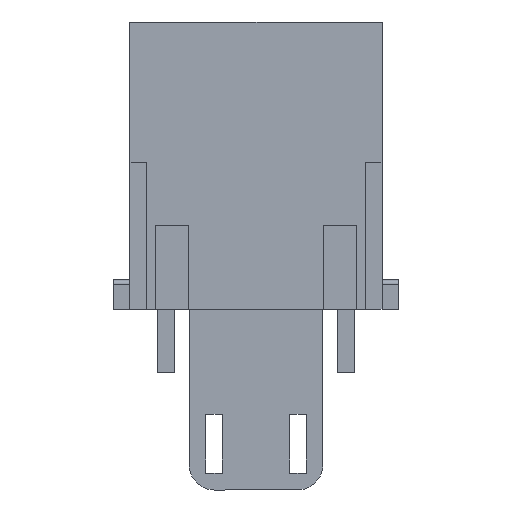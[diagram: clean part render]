
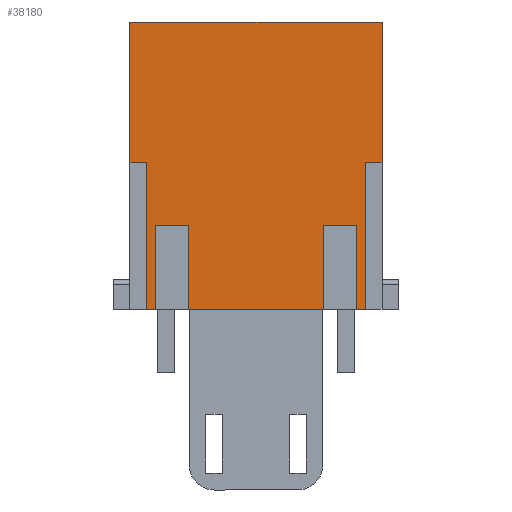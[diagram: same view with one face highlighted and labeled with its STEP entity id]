
A CAD part, left-side view. The second image highlights one B-rep face of the part: STEP entity #38180.
In plain terms, the highlighted planar face has unit normal (-1, 0, 0).
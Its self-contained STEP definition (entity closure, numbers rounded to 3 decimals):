
#6120=CARTESIAN_POINT('',(41.348,78.257,-30.))
;
#6130=VERTEX_POINT('',#6120);
#6160=CARTESIAN_POINT('',(41.348,0.,-30.));
#6170=DIRECTION('',(0.,1.,0.));
#6180=VECTOR('',#6170,1.);
#6190=LINE('',#6160,#6180);
#6200=CARTESIAN_POINT('',(41.348,60.757,-30.))
;
#6210=VERTEX_POINT('',#6200);
#6220=EDGE_CURVE('',#6210,#6130,#6190,.T.);
#9200=CARTESIAN_POINT('',(41.348,60.757,-4.559))
;
#9210=DIRECTION('',(0.,0.,-1.));
#9220=VECTOR('',#9210,1.);
#9230=LINE('',#9200,#9220);
#9240=CARTESIAN_POINT('',(41.348,60.757,-32.))
;
#9250=VERTEX_POINT('',#9240);
#9260=EDGE_CURVE('',#6210,#9250,#9230,.T.);
#10060=CARTESIAN_POINT('',(41.348,68.257,-9.)
);
#10070=VERTEX_POINT('',#10060);
#10240=CARTESIAN_POINT('',(41.348,68.257,-5.)
);
#10250=VERTEX_POINT('',#10240);
#10280=CARTESIAN_POINT('',(41.348,68.257,0.));
#10290=DIRECTION('',(0.,0.,-1.));
#10300=VECTOR('',#10290,1.);
#10310=LINE('',#10280,#10300);
#10320=EDGE_CURVE('',#10250,#10070,#10310,.T.);
#12040=CARTESIAN_POINT('',(41.348,78.257,-25.));
#12050=VERTEX_POINT('',#12040);
#12080=CARTESIAN_POINT('',(41.348,0.,-25.));
#12090=DIRECTION('',(0.,-1.,0.));
#12100=VECTOR('',#12090,1.);
#12110=LINE('',#12080,#12100);
#12120=CARTESIAN_POINT('',(41.348,68.257,-25.));
#12130=VERTEX_POINT('',#12120);
#12140=EDGE_CURVE('',#12050,#12130,#12110,.T.);
#22400=CARTESIAN_POINT('',(41.348,44.057,
-2.));
#22410=VERTEX_POINT('',#22400);
#22560=CARTESIAN_POINT('',(41.348,44.057,
-32.));
#22570=VERTEX_POINT('',#22560);
#22600=CARTESIAN_POINT('',(41.348,44.057,0.));
#22610=DIRECTION('',(0.,0.,1.));
#22620=VECTOR('',#22610,1.);
#22630=LINE('',#22600,#22620);
#22640=EDGE_CURVE('',#22570,#22410,#22630,.T.);
#28760=CARTESIAN_POINT('',(41.348,58.057,-2.)
);
#28770=DIRECTION('',(0.,1.,0.));
#28780=VECTOR('',#28770,1.);
#28790=LINE('',#28760,#28780);
#28800=CARTESIAN_POINT('',(41.348,60.757,-2.)
);
#28810=VERTEX_POINT('',#28800);
#28820=EDGE_CURVE('',#22410,#28810,#28790,.T.);
#32360=CARTESIAN_POINT('',(41.348,58.057,-32.)
);
#32370=DIRECTION('',(0.,1.,0.));
#32380=VECTOR('',#32370,1.);
#32390=LINE('',#32360,#32380);
#32400=EDGE_CURVE('',#22570,#9250,#32390,.T.);
#35550=CARTESIAN_POINT('',(41.348,78.257,-4.)
);
#35560=VERTEX_POINT('',#35550);
#35590=CARTESIAN_POINT('',(41.348,78.257,
-4.559));
#35600=DIRECTION('',(0.,0.,-1.));
#35610=VECTOR('',#35600,1.);
#35620=LINE('',#35590,#35610);
#35630=CARTESIAN_POINT('',(41.348,78.257,-5.)
);
#35640=VERTEX_POINT('',#35630);
#35650=EDGE_CURVE('',#35560,#35640,#35620,.T.);
#35780=CARTESIAN_POINT('',(41.348,78.257,-9.)
);
#35790=VERTEX_POINT('',#35780);
#35820=CARTESIAN_POINT('',(41.348,78.257,
-4.559));
#35830=DIRECTION('',(0.,0.,1.));
#35840=VECTOR('',#35830,1.);
#35850=LINE('',#35820,#35840);
#35860=EDGE_CURVE('',#12050,#35790,#35850,.T.);
#35940=CARTESIAN_POINT('',(41.348,78.257,-29.)
);
#35950=VERTEX_POINT('',#35940);
#35980=EDGE_CURVE('',#35950,#6130,#35620,.T.);
#36400=CARTESIAN_POINT('',(41.348,68.257,-29.)
);
#36410=VERTEX_POINT('',#36400);
#36460=CARTESIAN_POINT('',(41.348,68.257,0.));
#36470=DIRECTION('',(0.,0.,-1.));
#36480=VECTOR('',#36470,1.);
#36490=LINE('',#36460,#36480);
#36500=EDGE_CURVE('',#12130,#36410,#36490,.T.);
#36700=CARTESIAN_POINT('',(41.348,0.,-9.));
#36710=DIRECTION('',(0.,-1.,0.));
#36720=VECTOR('',#36710,1.);
#36730=LINE('',#36700,#36720);
#36740=EDGE_CURVE('',#35790,#10070,#36730,.T.);
#37370=CARTESIAN_POINT('',(41.348,0.,-29.));
#37380=DIRECTION('',(0.,1.,0.));
#37390=VECTOR('',#37380,1.);
#37400=LINE('',#37370,#37390);
#37410=EDGE_CURVE('',#36410,#35950,#37400,.T.);
#37780=CARTESIAN_POINT('',(41.348,80.457,
-33.5));
#37790=DIRECTION('',(-1.,0.,0.));
#37800=DIRECTION('',(0.,0.,-1.));
#37810=AXIS2_PLACEMENT_3D('',#37780,#37790,#37800);
#37820=PLANE('',#37810);
#37830=ORIENTED_EDGE('',*,*,#22640,.T.);
#37840=ORIENTED_EDGE('',*,*,#32400,.F.);
#37850=ORIENTED_EDGE('',*,*,#9260,.T.);
#37860=ORIENTED_EDGE('',*,*,#6220,.F.);
#37870=ORIENTED_EDGE('',*,*,#35980,.T.);
#37880=ORIENTED_EDGE('',*,*,#37410,.T.);
#37890=ORIENTED_EDGE('',*,*,#36500,.T.);
#37900=ORIENTED_EDGE('',*,*,#12140,.T.);
#37910=ORIENTED_EDGE('',*,*,#35860,.F.);
#37920=ORIENTED_EDGE('',*,*,#36740,.F.);
#37930=ORIENTED_EDGE('',*,*,#10320,.T.);
#37940=CARTESIAN_POINT('',(41.348,0.,-5.));
#37950=DIRECTION('',(0.,-1.,0.));
#37960=VECTOR('',#37950,1.);
#37970=LINE('',#37940,#37960);
#37980=EDGE_CURVE('',#35640,#10250,#37970,.T.);
#37990=ORIENTED_EDGE('',*,*,#37980,.T.);
#38000=ORIENTED_EDGE('',*,*,#35650,.T.);
#38010=CARTESIAN_POINT('',(41.348,0.,-4.));
#38020=DIRECTION('',(0.,1.,0.));
#38030=VECTOR('',#38020,1.);
#38040=LINE('',#38010,#38030);
#38050=CARTESIAN_POINT('',(41.348,60.757,-4.)
);
#38060=VERTEX_POINT('',#38050);
#38070=EDGE_CURVE('',#38060,#35560,#38040,.T.);
#38080=ORIENTED_EDGE('',*,*,#38070,.T.);
#38090=CARTESIAN_POINT('',(41.348,60.757,-4.559)
);
#38100=DIRECTION('',(0.,0.,-1.));
#38110=VECTOR('',#38100,1.);
#38120=LINE('',#38090,#38110);
#38130=EDGE_CURVE('',#28810,#38060,#38120,.T.);
#38140=ORIENTED_EDGE('',*,*,#38130,.T.);
#38150=ORIENTED_EDGE('',*,*,#28820,.T.);
#38160=EDGE_LOOP('',(#38150,#38140,#38080,#38000,#37990,#37930,#37920,
#37910,#37900,#37890,#37880,#37870,#37860,#37850,#37840,#37830));
#38170=FACE_OUTER_BOUND('',#38160,.T.);
#38180=ADVANCED_FACE('',(#38170),#37820,.T.);
